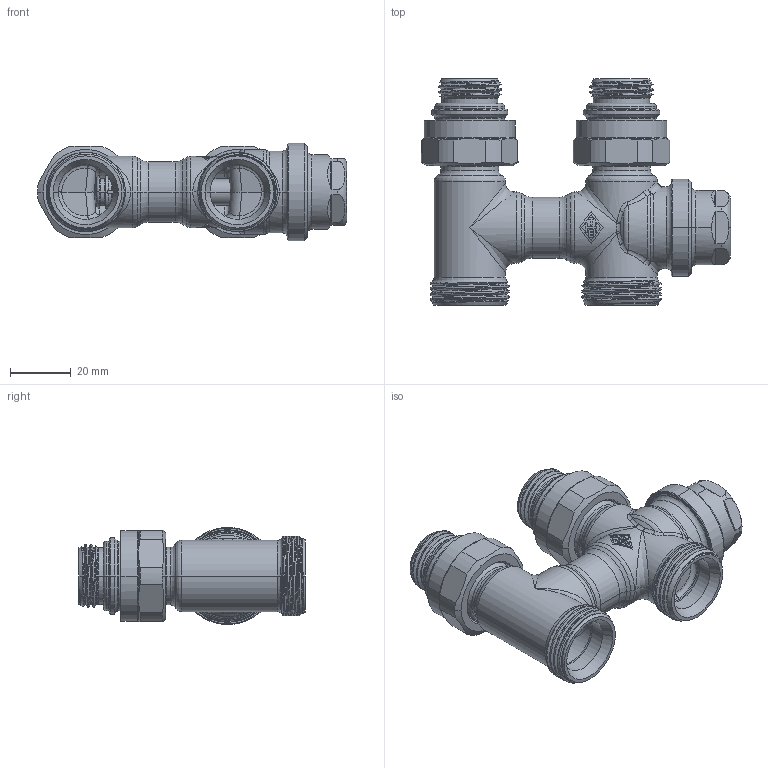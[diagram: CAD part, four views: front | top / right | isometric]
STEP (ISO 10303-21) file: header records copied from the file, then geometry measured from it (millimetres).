
FILE_DESCRIPTION((''),'2;1');
FILE_NAME('0530-50-000-KON_SW0001','2015-05-18T',('marann'),(''),'PRO/ENGINEER BY PARAMETRIC TECHNOLOGY CORPORATION, 2011490','PRO/ENGINEER BY PARAMETRIC TECHNOLOGY CORPORATION, 2011490','');
FILE_SCHEMA(('CONFIG_CONTROL_DESIGN'));
Length unit declared in the file: millimetre
Products named in the file (1): 0530-50-000-KON_SW0001
Bounding box: 101.8 x 74.5 x 32 mm (x, y, z)
Volume: 55123.5 mm3; surface area: 43293.8 mm2
Topology: 4 solids, 4 shells, 1113 faces, 2685 edges, 1601 vertices
Faces by surface type: cylinder 332, plane 276, cone 184, torus 181, bspline 132, sphere 8
Entity records: 62629 total; most frequent: CARTESIAN_POINT 38121, ORIENTED_EDGE 5354, DIRECTION 4850, EDGE_CURVE 2677, AXIS2_PLACEMENT_3D 2007, VERTEX_POINT 1601, EDGE_LOOP 1162, FACE_OUTER_BOUND 1113
